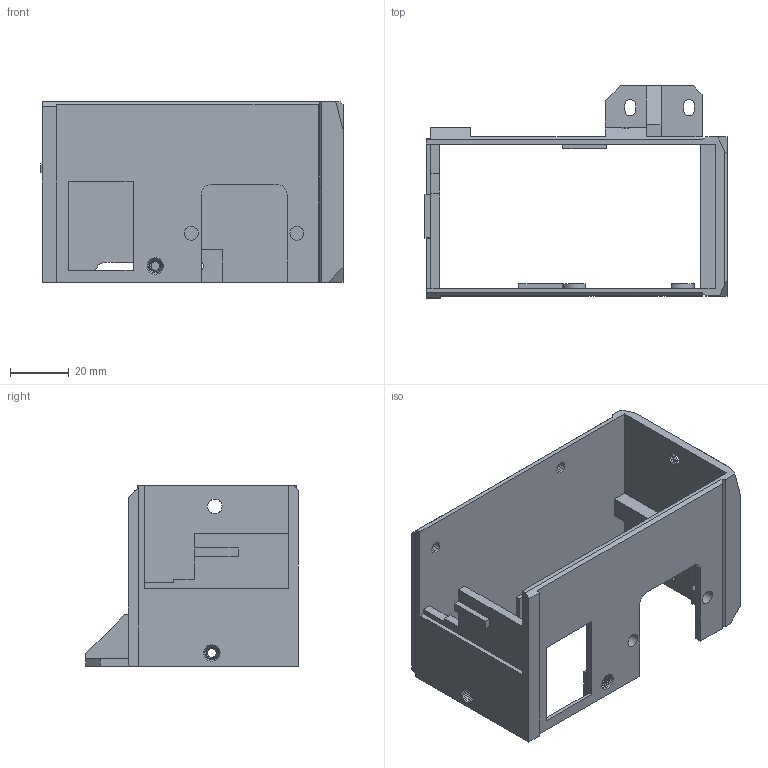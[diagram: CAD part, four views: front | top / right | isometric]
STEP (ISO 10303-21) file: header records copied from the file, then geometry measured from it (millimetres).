
FILE_DESCRIPTION(/* description */ (''),/* implementation_level */ '2;1');
FILE_NAME(/* name */ 'silver_psu_cover_mk3.step',/* time_stamp */ '2025-07-28T12:40:04+02:00',/* author */ (''),/* organization */ (''),/* preprocessor_version */ 'ST-DEVELOPER v20.1',/* originating_system */ 'Autodesk Translation Framework v14.10.0.0',/* authorisation */ '');
FILE_SCHEMA (('AUTOMOTIVE_DESIGN { 1 0 10303 214 3 1 1 }'));
Length unit declared in the file: millimetre
Products named in the file (1): silver_psu_cover_mk3
Bounding box: 103 x 72.5 x 61.5 mm (x, y, z)
Volume: 56160.1 mm3; surface area: 36891.6 mm2
Topology: 1 solids, 1 shells, 960 faces, 2076 edges, 1115 vertices
Faces by surface type: plane 950, cylinder 10
Full cylindrical faces by diameter (mm): 4.7 x2
Entity records: 24556 total; most frequent: ORIENTED_EDGE 4152, CARTESIAN_POINT 4152, DIRECTION 4018, EDGE_CURVE 2076, LINE 2056, VECTOR 2056, VERTEX_POINT 1115, EDGE_LOOP 983
